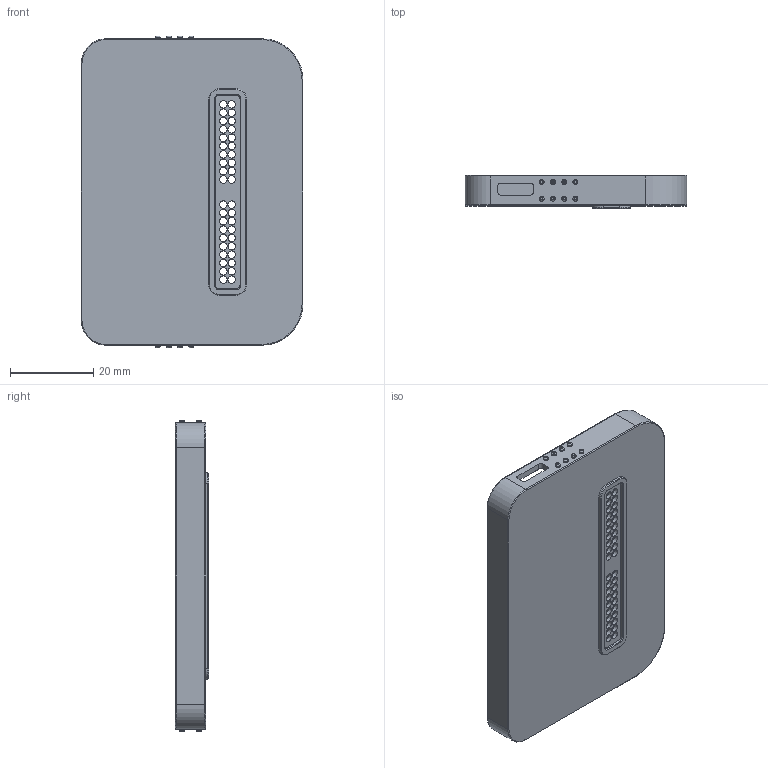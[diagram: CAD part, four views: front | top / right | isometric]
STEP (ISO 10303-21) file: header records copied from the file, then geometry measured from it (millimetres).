
FILE_DESCRIPTION (( 'STEP AP214' ), '1' );
FILE_NAME ('Back Cover.STEP', '2024-10-12T09:32:24', ( '' ), ( '' ), 'SwSTEP 2.0', 'SolidWorks 2024', '' );
FILE_SCHEMA (( 'AUTOMOTIVE_DESIGN' ));
Length unit declared in the file: millimetre
Products named in the file (1): Back Cover
Bounding box: 53.13 x 8 x 74.65 mm (x, y, z)
Volume: 6203 mm3; surface area: 11387.7 mm2
Topology: 1 solids, 1 shells, 288 faces, 674 edges, 432 vertices
Faces by surface type: plane 129, cylinder 127, torus 24, cone 8
Full cylindrical faces by diameter (mm): 1.2 x16, 1.8 x40, 4.25 x15
Entity records: 8018 total; most frequent: DIRECTION 1449, CARTESIAN_POINT 1308, ORIENTED_EDGE 1174, EDGE_CURVE 587, AXIS2_PLACEMENT_3D 573, EDGE_LOOP 501, VERTEX_POINT 432, FACE_OUTER_BOUND 375
